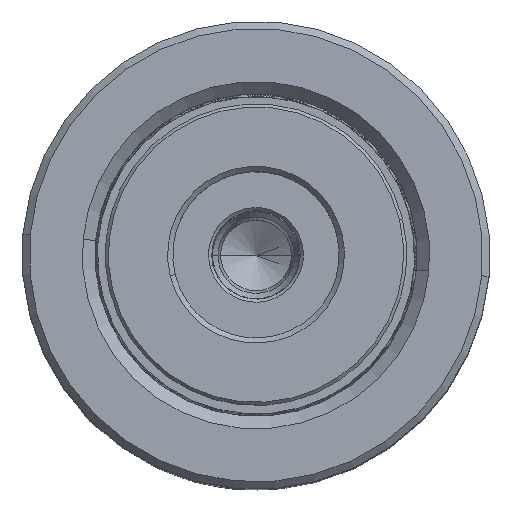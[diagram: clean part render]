
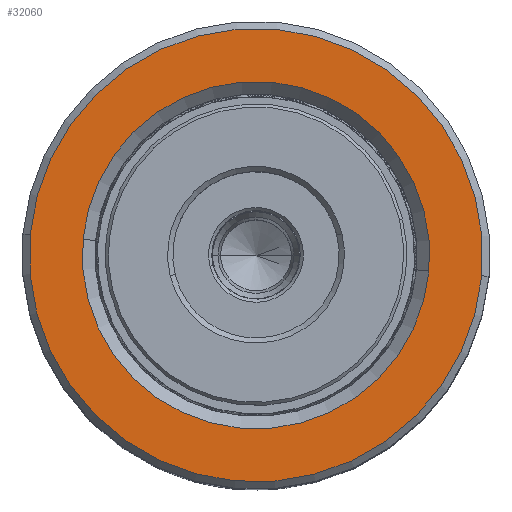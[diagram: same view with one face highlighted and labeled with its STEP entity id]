
A CAD part, top view. The second image highlights one B-rep face of the part: STEP entity #32060.
In plain terms, the highlighted planar face has unit normal (0, 0, 1).
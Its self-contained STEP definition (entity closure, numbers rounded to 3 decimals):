
#15 = VERTEX_POINT ( 'NONE', #27205 ) ;
#2154 = VERTEX_POINT ( 'NONE', #29791 ) ;
#4744 = AXIS2_PLACEMENT_3D ( 'NONE', #30143, #44293, #12490 ) ;
#5856 = FACE_OUTER_BOUND ( 'NONE', #23939, .T. ) ;
#6490 = ORIENTED_EDGE ( 'NONE', *, *, #40307, .T. ) ;
#7455 = CARTESIAN_POINT ( 'NONE',  ( 0., 0., 60. ) ) ;
#8578 = EDGE_LOOP ( 'NONE', ( #43251, #6490 ) ) ;
#11600 = CARTESIAN_POINT ( 'NONE',  ( 16.7, 0., 60. ) ) ;
#12490 = DIRECTION ( 'NONE',  ( 1., 0., 0. ) ) ;
#14213 = DIRECTION ( 'NONE',  ( 1., 0., 0. ) ) ;
#16743 = VERTEX_POINT ( 'NONE', #11600 ) ;
#17475 = EDGE_CURVE ( 'NONE', #15, #2154, #17685, .T. ) ;
#17685 = CIRCLE ( 'NONE', #37000, 21.8 ) ;
#18387 = CIRCLE ( 'NONE', #44332, 16.7 ) ;
#19131 = DIRECTION ( 'NONE',  ( 0., 0., 1. ) ) ;
#20325 = CARTESIAN_POINT ( 'NONE',  ( -16.7, 0., 60. ) ) ;
#23939 = EDGE_LOOP ( 'NONE', ( #31588, #45520 ) ) ;
#25937 = DIRECTION ( 'NONE',  ( 1., 0., 0. ) ) ;
#26573 = PLANE ( 'NONE',  #43485 ) ;
#27205 = CARTESIAN_POINT ( 'NONE',  ( 21.8, 0., 60. ) ) ;
#28968 = CARTESIAN_POINT ( 'NONE',  ( 0., 0., 60. ) ) ;
#29296 = CIRCLE ( 'NONE', #38938, 21.8 ) ;
#29367 = DIRECTION ( 'NONE',  ( 0., 0., -1. ) ) ;
#29791 = CARTESIAN_POINT ( 'NONE',  ( -21.8, 0., 60. ) ) ;
#30054 = DIRECTION ( 'NONE',  ( 1., 0., 0. ) ) ;
#30143 = CARTESIAN_POINT ( 'NONE',  ( 0., 0., 60. ) ) ;
#30285 = FACE_BOUND ( 'NONE', #8578, .T. ) ;
#31588 = ORIENTED_EDGE ( 'NONE', *, *, #42334, .T. ) ;
#31869 = EDGE_CURVE ( 'NONE', #16743, #34064, #18387, .T. ) ;
#32060 = ADVANCED_FACE ( 'NONE', ( #5856, #30285 ), #26573, .T. ) ;
#32157 = DIRECTION ( 'NONE',  ( 1., 0., 0. ) ) ;
#34064 = VERTEX_POINT ( 'NONE', #20325 ) ;
#37000 = AXIS2_PLACEMENT_3D ( 'NONE', #28968, #40108, #25937 ) ;
#37936 = CARTESIAN_POINT ( 'NONE',  ( 0., 0., 60. ) ) ;
#38938 = AXIS2_PLACEMENT_3D ( 'NONE', #7455, #45564, #14213 ) ;
#40062 = CARTESIAN_POINT ( 'NONE',  ( 0., 0., 60. ) ) ;
#40108 = DIRECTION ( 'NONE',  ( 0., 0., 1. ) ) ;
#40307 = EDGE_CURVE ( 'NONE', #34064, #16743, #44790, .T. ) ;
#42334 = EDGE_CURVE ( 'NONE', #2154, #15, #29296, .T. ) ;
#43251 = ORIENTED_EDGE ( 'NONE', *, *, #31869, .T. ) ;
#43485 = AXIS2_PLACEMENT_3D ( 'NONE', #37936, #19131, #30054 ) ;
#44293 = DIRECTION ( 'NONE',  ( 0., 0., -1. ) ) ;
#44332 = AXIS2_PLACEMENT_3D ( 'NONE', #40062, #29367, #32157 ) ;
#44790 = CIRCLE ( 'NONE', #4744, 16.7 ) ;
#45520 = ORIENTED_EDGE ( 'NONE', *, *, #17475, .T. ) ;
#45564 = DIRECTION ( 'NONE',  ( 0., 0., 1. ) ) ;
